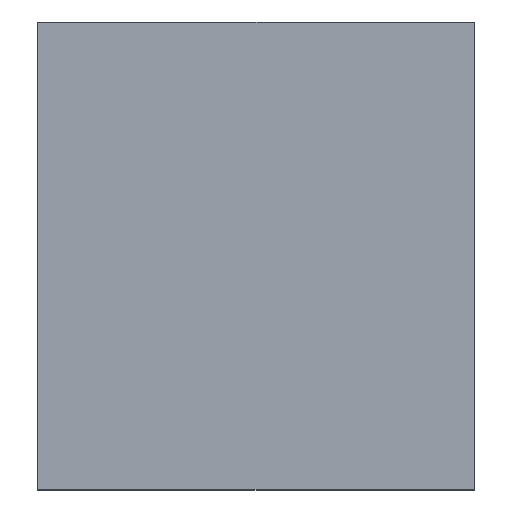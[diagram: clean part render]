
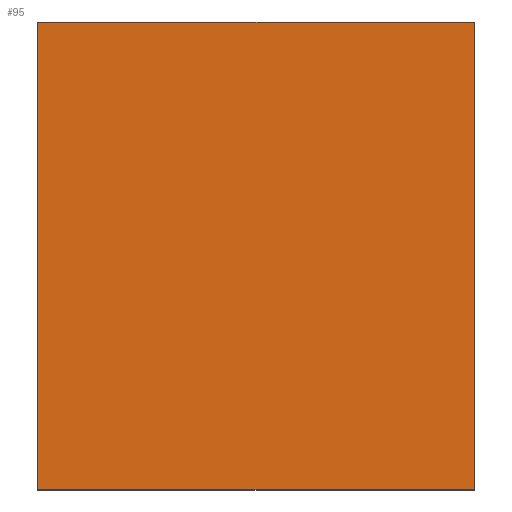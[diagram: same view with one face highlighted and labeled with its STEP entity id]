
A CAD part, top view. The second image highlights one B-rep face of the part: STEP entity #95.
In plain terms, the highlighted planar face has unit normal (0, 0, 1).
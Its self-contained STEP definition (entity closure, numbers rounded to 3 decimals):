
#6 = FACE_OUTER_BOUND ( 'NONE', #200, .T. ) ;
#12 = LINE ( 'NONE', #135, #157 ) ;
#26 = VECTOR ( 'NONE', #87, 1000. ) ;
#32 = EDGE_CURVE ( 'NONE', #96, #167, #186, .T. ) ;
#35 = CARTESIAN_POINT ( 'NONE',  ( -70.663, 65.833, 23. ) ) ;
#47 = EDGE_CURVE ( 'NONE', #177, #96, #155, .T. ) ;
#51 = VECTOR ( 'NONE', #190, 1000. ) ;
#58 = ORIENTED_EDGE ( 'NONE', *, *, #47, .T. ) ;
#67 = PLANE ( 'NONE',  #70 ) ;
#70 = AXIS2_PLACEMENT_3D ( 'NONE', #124, #108, #94 ) ;
#81 = DIRECTION ( 'NONE',  ( 1., 0., 0. ) ) ;
#86 = DIRECTION ( 'NONE',  ( 0., -1., 0. ) ) ;
#87 = DIRECTION ( 'NONE',  ( -1., 0., 0. ) ) ;
#89 = EDGE_CURVE ( 'NONE', #132, #177, #12, .T. ) ;
#94 = DIRECTION ( 'NONE',  ( 1., 0., 0. ) ) ;
#95 = ADVANCED_FACE ( 'NONE', ( #6 ), #67, .T. ) ;
#96 = VERTEX_POINT ( 'NONE', #159 ) ;
#99 = LINE ( 'NONE', #152, #139 ) ;
#101 = CARTESIAN_POINT ( 'NONE',  ( -0.663, -9.167, 23. ) ) ;
#108 = DIRECTION ( 'NONE',  ( 0., 0., 1. ) ) ;
#110 = CARTESIAN_POINT ( 'NONE',  ( -70.663, -9.167, 23. ) ) ;
#124 = CARTESIAN_POINT ( 'NONE',  ( 0., 0., 23. ) ) ;
#132 = VERTEX_POINT ( 'NONE', #110 ) ;
#135 = CARTESIAN_POINT ( 'NONE',  ( -70.663, -9.167, 23. ) ) ;
#139 = VECTOR ( 'NONE', #86, 1000. ) ;
#152 = CARTESIAN_POINT ( 'NONE',  ( -70.663, 65.833, 23. ) ) ;
#155 = LINE ( 'NONE', #156, #51 ) ;
#156 = CARTESIAN_POINT ( 'NONE',  ( -0.663, 65.833, 23. ) ) ;
#157 = VECTOR ( 'NONE', #81, 1000. ) ;
#159 = CARTESIAN_POINT ( 'NONE',  ( -0.663, 65.833, 23. ) ) ;
#162 = EDGE_CURVE ( 'NONE', #167, #132, #99, .T. ) ;
#163 = ORIENTED_EDGE ( 'NONE', *, *, #162, .T. ) ;
#167 = VERTEX_POINT ( 'NONE', #35 ) ;
#173 = CARTESIAN_POINT ( 'NONE',  ( -70.663, 65.833, 23. ) ) ;
#175 = ORIENTED_EDGE ( 'NONE', *, *, #89, .T. ) ;
#177 = VERTEX_POINT ( 'NONE', #101 ) ;
#178 = ORIENTED_EDGE ( 'NONE', *, *, #32, .T. ) ;
#186 = LINE ( 'NONE', #173, #26 ) ;
#190 = DIRECTION ( 'NONE',  ( 0., 1., 0. ) ) ;
#200 = EDGE_LOOP ( 'NONE', ( #163, #175, #58, #178 ) ) ;
